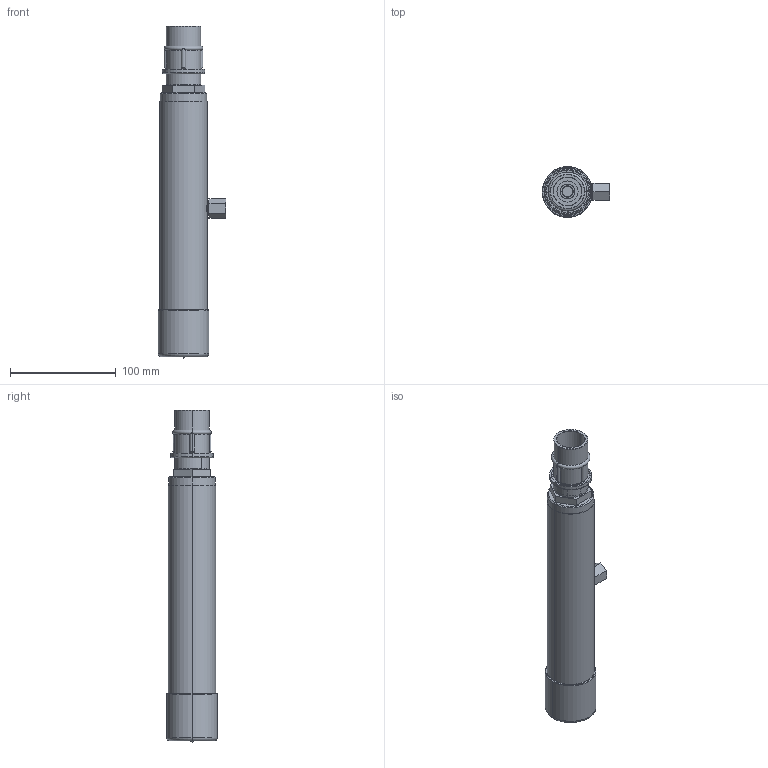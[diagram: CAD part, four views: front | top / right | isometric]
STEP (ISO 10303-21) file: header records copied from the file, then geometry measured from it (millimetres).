
FILE_DESCRIPTION (( 'STEP AP214' ), '1' );
FILE_NAME ('assieme vortexcooler 721BSP-15-HT.STEP', '2013-01-14T17:28:59', ( 'PC' ), ( '' ), 'SwSTEP 2.0', 'SolidWorks 2012', '' );
FILE_SCHEMA (( 'AUTOMOTIVE_DESIGN' ));
Length unit declared in the file: millimetre
Products named in the file (6): bocchettone vortexcooler  721BSP-15H-T; vortexcooler  OR   721BSP-15H-T; ghiera vortexcooler   721BSP-15H-T; guarnizione vortexcooler  721BSP-15H-T; vortexcooler BASE 721BSP-15H-T; assieme vortexcooler 721BSP-15-HT
Assembly tree (5 placements, depth 2):
  assieme vortexcooler 721BSP-15-HT
    vortexcooler BASE 721BSP-15H-T
    guarnizione vortexcooler  721BSP-15H-T
    ghiera vortexcooler   721BSP-15H-T
    vortexcooler  OR   721BSP-15H-T
    bocchettone vortexcooler  721BSP-15H-T
Bounding box: 64 x 48 x 313.68 mm (x, y, z)
Volume: 203531.6 mm3; surface area: 87798.5 mm2
Topology: 5 solids, 5 shells, 152 faces, 368 edges, 230 vertices
Faces by surface type: cylinder 79, plane 45, torus 22, cone 4, sphere 2
Entity records: 6340 total; most frequent: CARTESIAN_POINT 2148, DIRECTION 791, ORIENTED_EDGE 728, EDGE_CURVE 364, AXIS2_PLACEMENT_3D 329, VERTEX_POINT 228, EDGE_LOOP 188, CIRCLE 169
